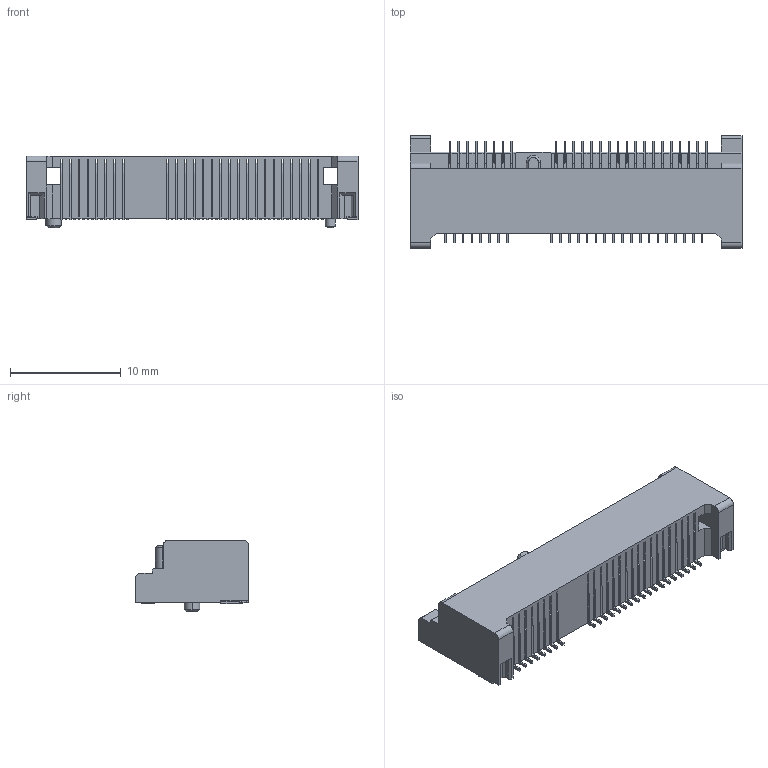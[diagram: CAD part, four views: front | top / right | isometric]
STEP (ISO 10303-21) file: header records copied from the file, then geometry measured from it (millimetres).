
FILE_DESCRIPTION((''),'2;1');
FILE_NAME('679105700','2013-10-18T',('me'),(''),'PRO/ENGINEER BY PARAMETRIC TECHNOLOGY CORPORATION, 2011490','PRO/ENGINEER BY PARAMETRIC TECHNOLOGY CORPORATION, 2011490','');
FILE_SCHEMA(('CONFIG_CONTROL_DESIGN'));
Length unit declared in the file: millimetre
Products named in the file (1): 679105700
Bounding box: 30 x 10.2 x 6.5 mm (x, y, z)
Volume: 1031.6 mm3; surface area: 2116.4 mm2
Topology: 1 solids, 1 shells, 1911 faces, 5705 edges, 3770 vertices
Faces by surface type: plane 1579, cylinder 327, cone 5
Entity records: 62923 total; most frequent: CARTESIAN_POINT 11163, ORIENTED_EDGE 10966, DIRECTION 10194, EDGE_CURVE 5483, VECTOR 5040, LINE 5040, VERTEX_POINT 3546, AXIS2_PLACEMENT_3D 2577
